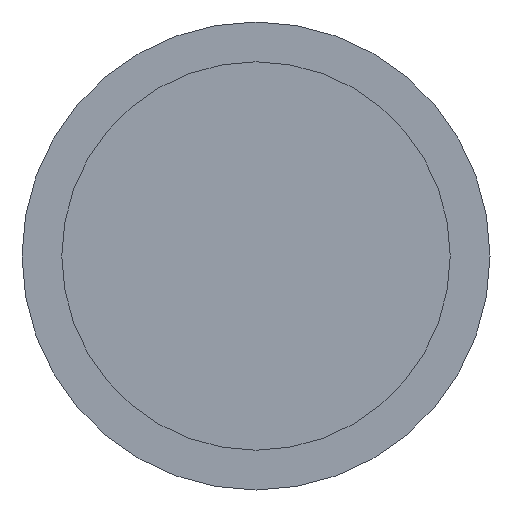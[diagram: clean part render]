
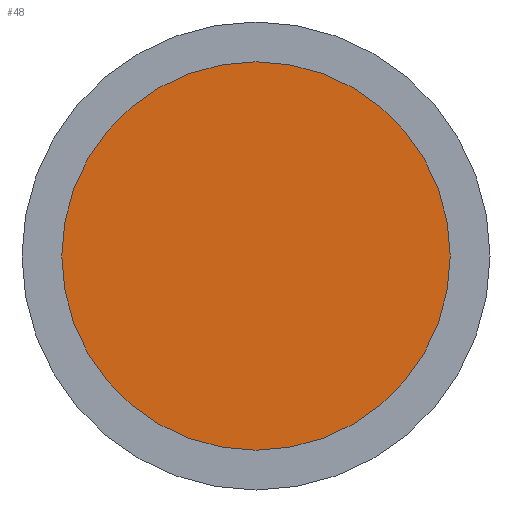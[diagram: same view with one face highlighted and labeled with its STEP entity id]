
A CAD part, front view. The second image highlights one B-rep face of the part: STEP entity #48.
In plain terms, the highlighted planar face has unit normal (0, -1, 0).
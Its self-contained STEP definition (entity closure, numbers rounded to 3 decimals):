
#48 = ADVANCED_FACE( '', ( #110 ), #111, .F. );
#110 = FACE_OUTER_BOUND( '', #197, .T. );
#111 = PLANE( '', #198 );
#197 = EDGE_LOOP( '', ( #317 ) );
#198 = AXIS2_PLACEMENT_3D( '', #318, #319, #320 );
#317 = ORIENTED_EDGE( '', *, *, #463, .T. );
#318 = CARTESIAN_POINT( '', ( 20.75, -3., 0. ) );
#319 = DIRECTION( '', ( 0., 1., 0. ) );
#320 = DIRECTION( '', ( 0., 0., 1. ) );
#463 = EDGE_CURVE( '', #521, #521, #522, .T. );
#521 = VERTEX_POINT( '', #605 );
#522 = CIRCLE( '', #606, 20.75 );
#605 = CARTESIAN_POINT( '', ( 0., -3., -20.75 ) );
#606 = AXIS2_PLACEMENT_3D( '', #693, #694, #695 );
#693 = CARTESIAN_POINT( '', ( 0., -3., 0. ) );
#694 = DIRECTION( '', ( 0., -1., 0. ) );
#695 = DIRECTION( '', ( 0., 0., -1. ) );
